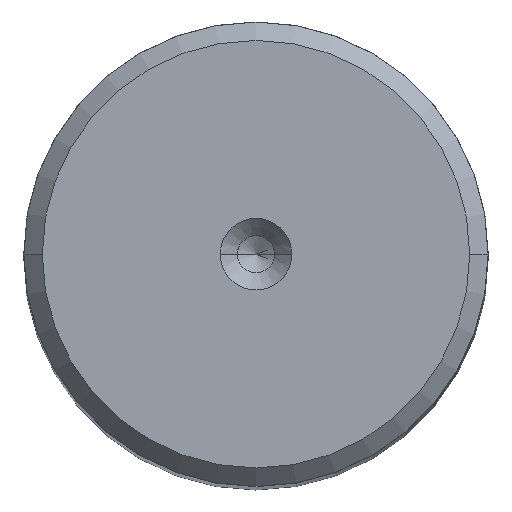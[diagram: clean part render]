
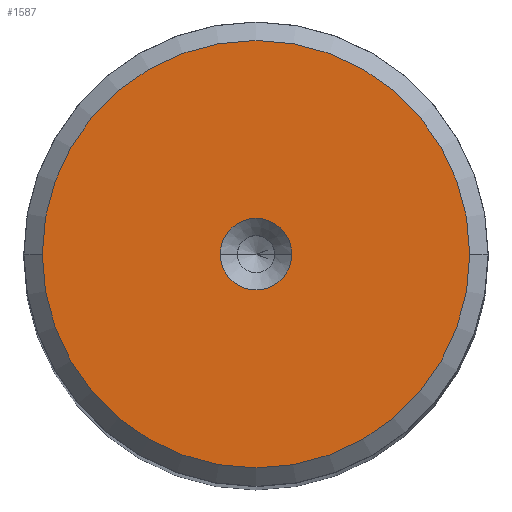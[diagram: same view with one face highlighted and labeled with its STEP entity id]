
A CAD part, top view. The second image highlights one B-rep face of the part: STEP entity #1587.
In plain terms, the highlighted planar face has unit normal (0, 0, 1).
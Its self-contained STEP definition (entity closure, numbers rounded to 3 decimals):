
#101 = VERTEX_POINT ( 'NONE', #2067 ) ;
#157 = AXIS2_PLACEMENT_3D ( 'NONE', #2652, #1311, #408 ) ;
#200 = AXIS2_PLACEMENT_3D ( 'NONE', #1967, #2902, #432 ) ;
#231 = ORIENTED_EDGE ( 'NONE', *, *, #693, .T. ) ;
#337 = EDGE_CURVE ( 'NONE', #1176, #101, #651, .T. ) ;
#408 = DIRECTION ( 'NONE',  ( 1., 0., 0. ) ) ;
#423 = CARTESIAN_POINT ( 'NONE',  ( -3.85, 0., 220. ) ) ;
#432 = DIRECTION ( 'NONE',  ( 1., 0., 0. ) ) ;
#513 = CIRCLE ( 'NONE', #200, 23.016 ) ;
#620 = FACE_BOUND ( 'NONE', #1888, .T. ) ;
#628 = PLANE ( 'NONE',  #157 ) ;
#651 = CIRCLE ( 'NONE', #2111, 23.016 ) ;
#693 = EDGE_CURVE ( 'NONE', #101, #1176, #513, .T. ) ;
#719 = VERTEX_POINT ( 'NONE', #423 ) ;
#757 = DIRECTION ( 'NONE',  ( 0., 0., 1. ) ) ;
#854 = AXIS2_PLACEMENT_3D ( 'NONE', #1218, #757, #1663 ) ;
#1082 = FACE_OUTER_BOUND ( 'NONE', #2240, .T. ) ;
#1176 = VERTEX_POINT ( 'NONE', #2774 ) ;
#1218 = CARTESIAN_POINT ( 'NONE',  ( 0., 0., 220. ) ) ;
#1304 = CARTESIAN_POINT ( 'NONE',  ( 0., 0., 220. ) ) ;
#1311 = DIRECTION ( 'NONE',  ( 0., 0., 1. ) ) ;
#1432 = CIRCLE ( 'NONE', #2633, 3.85 ) ;
#1522 = DIRECTION ( 'NONE',  ( 1., 0., 0. ) ) ;
#1587 = ADVANCED_FACE ( 'NONE', ( #620, #1082 ), #628, .T. ) ;
#1663 = DIRECTION ( 'NONE',  ( 1., 0., 0. ) ) ;
#1745 = DIRECTION ( 'NONE',  ( 0., 0., 1. ) ) ;
#1758 = DIRECTION ( 'NONE',  ( 1., 0., 0. ) ) ;
#1868 = EDGE_CURVE ( 'NONE', #2160, #719, #2591, .T. ) ;
#1888 = EDGE_LOOP ( 'NONE', ( #2876, #2406 ) ) ;
#1967 = CARTESIAN_POINT ( 'NONE',  ( 0., 0., 220. ) ) ;
#2067 = CARTESIAN_POINT ( 'NONE',  ( -23.016, 0., 220. ) ) ;
#2111 = AXIS2_PLACEMENT_3D ( 'NONE', #2655, #1745, #1758 ) ;
#2160 = VERTEX_POINT ( 'NONE', #2693 ) ;
#2240 = EDGE_LOOP ( 'NONE', ( #231, #2351 ) ) ;
#2351 = ORIENTED_EDGE ( 'NONE', *, *, #337, .T. ) ;
#2406 = ORIENTED_EDGE ( 'NONE', *, *, #2500, .F. ) ;
#2500 = EDGE_CURVE ( 'NONE', #719, #2160, #1432, .T. ) ;
#2591 = CIRCLE ( 'NONE', #854, 3.85 ) ;
#2633 = AXIS2_PLACEMENT_3D ( 'NONE', #1304, #2910, #1522 ) ;
#2652 = CARTESIAN_POINT ( 'NONE',  ( 0., 0., 220. ) ) ;
#2655 = CARTESIAN_POINT ( 'NONE',  ( 0., 0., 220. ) ) ;
#2693 = CARTESIAN_POINT ( 'NONE',  ( 3.85, 0., 220. ) ) ;
#2774 = CARTESIAN_POINT ( 'NONE',  ( 23.016, 0., 220. ) ) ;
#2876 = ORIENTED_EDGE ( 'NONE', *, *, #1868, .F. ) ;
#2902 = DIRECTION ( 'NONE',  ( 0., 0., 1. ) ) ;
#2910 = DIRECTION ( 'NONE',  ( 0., 0., 1. ) ) ;
